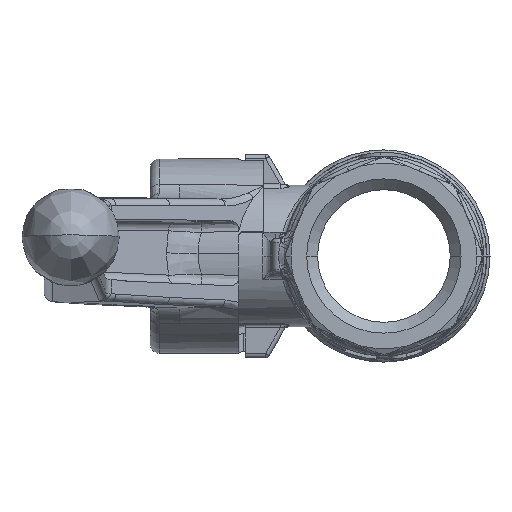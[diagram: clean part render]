
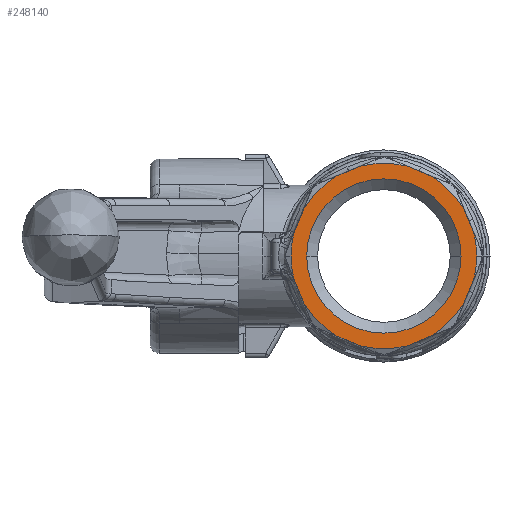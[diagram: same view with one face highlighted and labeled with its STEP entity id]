
A CAD part, left-side view. The second image highlights one B-rep face of the part: STEP entity #248140.
In plain terms, the highlighted planar face has unit normal (-1, 0, 0).
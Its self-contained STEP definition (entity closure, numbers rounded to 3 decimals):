
#239400=CARTESIAN_POINT('',(-23.43,10.162,-2.644));
#239410=VERTEX_POINT('',#239400);
#239440=CARTESIAN_POINT('',(-23.43,8.277,-7.194));
#239450=DIRECTION('',(0.,0.383,
0.924));
#239460=VECTOR('',#239450,1000.);
#239470=LINE('',#239440,#239460);
#239480=CARTESIAN_POINT('',(-23.43,9.055,-5.316));
#239490=VERTEX_POINT('',#239480);
#239500=EDGE_CURVE('',#239490,#239410,#239470,.T.);
#240820=CARTESIAN_POINT('',(-23.43,5.316,-9.055));
#240830=VERTEX_POINT('',#240820);
#240860=CARTESIAN_POINT('',(-23.43,0.765,-10.94))
;
#240870=DIRECTION('',(0.,0.924,
0.383));
#240880=VECTOR('',#240870,1000.);
#240890=LINE('',#240860,#240880);
#240900=CARTESIAN_POINT('',(-23.43,2.644,-10.162));
#240910=VERTEX_POINT('',#240900);
#240920=EDGE_CURVE('',#240910,#240830,#240890,.T.);
#241870=CARTESIAN_POINT('',(-23.43,0.,0.));
#241880=DIRECTION('',(-1.,0.,-0.));
#241890=DIRECTION('',(0.,-1.,0.));
#241900=AXIS2_PLACEMENT_3D('',#241870,#241880,#241890);
#241910=CIRCLE('',#241900,10.5);
#241920=CARTESIAN_POINT('',(-23.43,-2.644,-10.162))
;
#241930=VERTEX_POINT('',#241920);
#241940=EDGE_CURVE('',#240910,#241930,#241910,.T.);
#242400=CARTESIAN_POINT('',(-23.43,-7.194,-8.277))
;
#242410=DIRECTION('',(0.,0.924,
-0.383));
#242420=VECTOR('',#242410,1000.);
#242430=LINE('',#242400,#242420);
#242440=CARTESIAN_POINT('',(-23.43,-5.316,-9.055))
;
#242450=VERTEX_POINT('',#242440);
#242460=EDGE_CURVE('',#242450,#241930,#242430,.T.);
#243780=CARTESIAN_POINT('',(-23.43,-9.055,-5.316))
;
#243790=VERTEX_POINT('',#243780);
#243820=CARTESIAN_POINT('',(-23.43,-10.94,-0.765)
);
#243830=DIRECTION('',(0.,0.383,
-0.924));
#243840=VECTOR('',#243830,1000.);
#243850=LINE('',#243820,#243840);
#243860=CARTESIAN_POINT('',(-23.43,-10.162,-2.644))
;
#243870=VERTEX_POINT('',#243860);
#243880=EDGE_CURVE('',#243870,#243790,#243850,.T.);
#245240=CARTESIAN_POINT('',(-23.43,-10.162,2.644));
#245250=VERTEX_POINT('',#245240);
#245280=CARTESIAN_POINT('',(-23.43,-8.277,7.194));
#245290=DIRECTION('',(0.,-0.383,
-0.924));
#245300=VECTOR('',#245290,1000.);
#245310=LINE('',#245280,#245300);
#245320=CARTESIAN_POINT('',(-23.43,-9.055,5.316));
#245330=VERTEX_POINT('',#245320);
#245340=EDGE_CURVE('',#245330,#245250,#245310,.T.);
#246340=CARTESIAN_POINT('',(-23.43,-0.765,10.94));
#246350=DIRECTION('',(0.,0.924,
0.383));
#246360=VECTOR('',#246350,1000.);
#246370=LINE('',#246340,#246360);
#246380=CARTESIAN_POINT('',(-23.43,-5.316,9.055));
#246390=VERTEX_POINT('',#246380);
#246400=CARTESIAN_POINT('',(-23.43,-2.644,10.162));
#246410=VERTEX_POINT('',#246400);
#246420=EDGE_CURVE('',#246390,#246410,#246370,.T.);
#247030=CARTESIAN_POINT('',(-23.43,0.,0.));
#247040=DIRECTION('',(-1.,0.,-0.));
#247050=DIRECTION('',(0.,-1.,0.));
#247060=AXIS2_PLACEMENT_3D('',#247030,#247040,#247050);
#247070=CIRCLE('',#247060,10.5);
#247080=EDGE_CURVE('',#245330,#246390,#247070,.T.);
#247140=CARTESIAN_POINT('',(-23.43,8.725,0.));
#247150=DIRECTION('',(-1.,0.,0.));
#247160=DIRECTION('',(0.,-1.,0.));
#247170=AXIS2_PLACEMENT_3D('',#247140,#247150,#247160);
#247180=PLANE('',#247170);
#247190=CARTESIAN_POINT('',(-23.43,0.,0.));
#247200=DIRECTION('',(-1.,0.,-0.));
#247210=DIRECTION('',(0.,-1.,0.));
#247220=AXIS2_PLACEMENT_3D('',#247190,#247200,#247210);
#247230=CIRCLE('',#247220,8.725);
#247240=CARTESIAN_POINT('',(-23.43,-8.725,0.));
#247250=VERTEX_POINT('',#247240);
#247260=CARTESIAN_POINT('',(-23.43,8.725,0.));
#247270=VERTEX_POINT('',#247260);
#247280=EDGE_CURVE('',#247250,#247270,#247230,.T.);
#247290=ORIENTED_EDGE('',*,*,#247280,.F.);
#247300=EDGE_CURVE('',#247270,#247250,#247230,.T.);
#247310=ORIENTED_EDGE('',*,*,#247300,.F.);
#247320=EDGE_LOOP('',(#247310,#247290));
#247330=FACE_BOUND('',#247320,.T.);
#247340=ORIENTED_EDGE('',*,*,#239500,.F.);
#247350=CARTESIAN_POINT('',(-23.43,0.,0.));
#247360=DIRECTION('',(-1.,0.,-0.));
#247370=DIRECTION('',(0.,-1.,0.));
#247380=AXIS2_PLACEMENT_3D('',#247350,#247360,#247370);
#247390=CIRCLE('',#247380,10.5);
#247400=CARTESIAN_POINT('',(-23.43,10.5,
0.));
#247410=VERTEX_POINT('',#247400);
#247420=EDGE_CURVE('',#247410,#239410,#247390,.T.);
#247430=ORIENTED_EDGE('',*,*,#247420,.T.);
#247440=CARTESIAN_POINT('',(-23.43,10.162,2.644));
#247450=VERTEX_POINT('',#247440);
#247460=EDGE_CURVE('',#247450,#247410,#247390,.T.);
#247470=ORIENTED_EDGE('',*,*,#247460,.T.);
#247480=CARTESIAN_POINT('',(-23.43,10.94,0.765));
#247490=DIRECTION('',(0.,-0.383,
0.924));
#247500=VECTOR('',#247490,1000.);
#247510=LINE('',#247480,#247500);
#247520=CARTESIAN_POINT('',(-23.43,9.055,5.316));
#247530=VERTEX_POINT('',#247520);
#247540=EDGE_CURVE('',#247450,#247530,#247510,.T.);
#247550=ORIENTED_EDGE('',*,*,#247540,.F.);
#247560=CARTESIAN_POINT('',(-23.43,0.,0.));
#247570=DIRECTION('',(-1.,0.,-0.));
#247580=DIRECTION('',(0.,-1.,0.));
#247590=AXIS2_PLACEMENT_3D('',#247560,#247570,#247580);
#247600=CIRCLE('',#247590,10.5);
#247610=CARTESIAN_POINT('',(-23.43,5.316,9.055));
#247620=VERTEX_POINT('',#247610);
#247630=EDGE_CURVE('',#247620,#247530,#247600,.T.);
#247640=ORIENTED_EDGE('',*,*,#247630,.T.);
#247650=CARTESIAN_POINT('',(-23.43,7.194,8.277));
#247660=DIRECTION('',(0.,0.924,
-0.383));
#247670=VECTOR('',#247660,1000.);
#247680=LINE('',#247650,#247670);
#247690=CARTESIAN_POINT('',(-23.43,2.644,10.162));
#247700=VERTEX_POINT('',#247690);
#247710=EDGE_CURVE('',#247700,#247620,#247680,.T.);
#247720=ORIENTED_EDGE('',*,*,#247710,.T.);
#247730=CARTESIAN_POINT('',(-23.43,0.,0.));
#247740=DIRECTION('',(-1.,0.,-0.));
#247750=DIRECTION('',(0.,-1.,0.));
#247760=AXIS2_PLACEMENT_3D('',#247730,#247740,#247750);
#247770=CIRCLE('',#247760,10.5);
#247780=EDGE_CURVE('',#246410,#247700,#247770,.T.);
#247790=ORIENTED_EDGE('',*,*,#247780,.T.);
#247800=ORIENTED_EDGE('',*,*,#246420,.T.);
#247810=ORIENTED_EDGE('',*,*,#247080,.T.);
#247820=ORIENTED_EDGE('',*,*,#245340,.F.);
#247830=CARTESIAN_POINT('',(-23.43,0.,0.));
#247840=DIRECTION('',(-1.,0.,-0.));
#247850=DIRECTION('',(0.,-1.,0.));
#247860=AXIS2_PLACEMENT_3D('',#247830,#247840,#247850);
#247870=CIRCLE('',#247860,10.5);
#247880=CARTESIAN_POINT('',(-23.43,-10.5,0.));
#247890=VERTEX_POINT('',#247880);
#247900=EDGE_CURVE('',#247890,#245250,#247870,.T.);
#247910=ORIENTED_EDGE('',*,*,#247900,.T.);
#247920=EDGE_CURVE('',#243870,#247890,#247870,.T.);
#247930=ORIENTED_EDGE('',*,*,#247920,.T.);
#247940=ORIENTED_EDGE('',*,*,#243880,.F.);
#247950=CARTESIAN_POINT('',(-23.43,0.,0.));
#247960=DIRECTION('',(-1.,0.,-0.));
#247970=DIRECTION('',(0.,-1.,0.));
#247980=AXIS2_PLACEMENT_3D('',#247950,#247960,#247970);
#247990=CIRCLE('',#247980,10.5);
#248000=EDGE_CURVE('',#242450,#243790,#247990,.T.);
#248010=ORIENTED_EDGE('',*,*,#248000,.T.);
#248020=ORIENTED_EDGE('',*,*,#242460,.F.);
#248030=ORIENTED_EDGE('',*,*,#241940,.T.);
#248040=ORIENTED_EDGE('',*,*,#240920,.F.);
#248050=CARTESIAN_POINT('',(-23.43,0.,0.));
#248060=DIRECTION('',(-1.,0.,-0.));
#248070=DIRECTION('',(0.,-1.,0.));
#248080=AXIS2_PLACEMENT_3D('',#248050,#248060,#248070);
#248090=CIRCLE('',#248080,10.5);
#248100=EDGE_CURVE('',#239490,#240830,#248090,.T.);
#248110=ORIENTED_EDGE('',*,*,#248100,.T.);
#248120=EDGE_LOOP('',(#248110,#248040,#248030,#248020,#248010,#247940,
#247930,#247910,#247820,#247810,#247800,#247790,#247720,#247640,#247550,
#247470,#247430,#247340));
#248130=FACE_OUTER_BOUND('',#248120,.T.);
#248140=ADVANCED_FACE('',(#247330,#248130),#247180,.T.);
